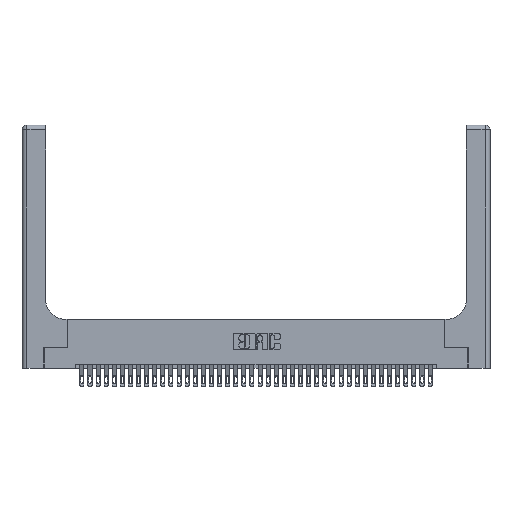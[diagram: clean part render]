
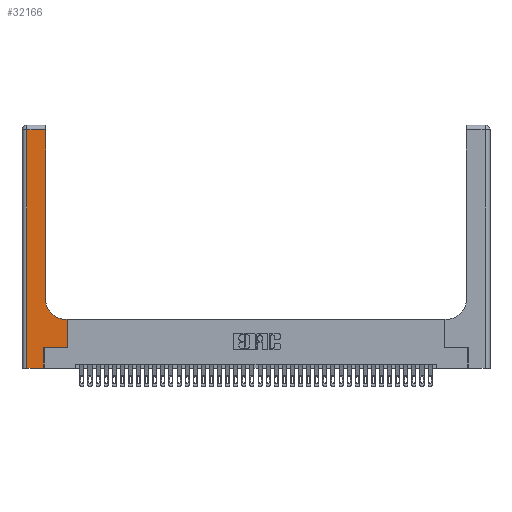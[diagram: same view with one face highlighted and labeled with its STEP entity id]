
A CAD part, top view. The second image highlights one B-rep face of the part: STEP entity #32166.
In plain terms, the highlighted planar face has unit normal (0, 0, 1).
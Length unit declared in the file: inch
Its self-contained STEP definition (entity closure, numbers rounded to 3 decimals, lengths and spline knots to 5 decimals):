
#458 = DIRECTION ( 'NONE',  ( 0., 1., 0. ) ) ;
#1006 = ORIENTED_EDGE ( 'NONE', *, *, #26030, .T. ) ;
#1550 = VECTOR ( 'NONE', #32908, 39.37008 ) ;
#1946 = ORIENTED_EDGE ( 'NONE', *, *, #32189, .T. ) ;
#2030 = EDGE_CURVE ( 'NONE', #35661, #6728, #15102, .T. ) ;
#2961 = VECTOR ( 'NONE', #458, 39.37008 ) ;
#2996 = FACE_OUTER_BOUND ( 'NONE', #29535, .T. ) ;
#4380 = LINE ( 'NONE', #16629, #20316 ) ;
#5521 = DIRECTION ( 'NONE',  ( 0., 1., 0. ) ) ;
#5889 = AXIS2_PLACEMENT_3D ( 'NONE', #26377, #7923, #26650 ) ;
#6058 = EDGE_CURVE ( 'NONE', #31276, #11987, #33145, .T. ) ;
#6108 = VECTOR ( 'NONE', #5521, 39.37008 ) ;
#6728 = VERTEX_POINT ( 'NONE', #32578 ) ;
#6810 = LINE ( 'NONE', #34330, #2961 ) ;
#7815 = CARTESIAN_POINT ( 'NONE',  ( 0.5415, 0.6, 0.37 ) ) ;
#7923 = DIRECTION ( 'NONE',  ( 0., 0., -1. ) ) ;
#8424 = CARTESIAN_POINT ( 'NONE',  ( 0., 3., 0.37 ) ) ;
#8477 = CARTESIAN_POINT ( 'NONE',  ( 0.5585, 0.25, 0.37 ) ) ;
#9272 = CARTESIAN_POINT ( 'NONE',  ( 0.2915, 0.85, 0.37 ) ) ;
#10082 = CARTESIAN_POINT ( 'NONE',  ( 0.06, 3., 0.37 ) ) ;
#10799 = ORIENTED_EDGE ( 'NONE', *, *, #11833, .T. ) ;
#11582 = VERTEX_POINT ( 'NONE', #30848 ) ;
#11663 = LINE ( 'NONE', #14571, #17949 ) ;
#11833 = EDGE_CURVE ( 'NONE', #28957, #22695, #11663, .T. ) ;
#11987 = VERTEX_POINT ( 'NONE', #9272 ) ;
#12117 = ORIENTED_EDGE ( 'NONE', *, *, #32460, .T. ) ;
#14189 = DIRECTION ( 'NONE',  ( 0., 1., 0. ) ) ;
#14241 = DIRECTION ( 'NONE',  ( 0., 0., -1. ) ) ;
#14516 = CARTESIAN_POINT ( 'NONE',  ( 0.269, 0., 0.37 ) ) ;
#14571 = CARTESIAN_POINT ( 'NONE',  ( 0.269, 0.25, 0.37 ) ) ;
#15102 = LINE ( 'NONE', #10082, #30477 ) ;
#15193 = CARTESIAN_POINT ( 'NONE',  ( 0.269, 0.25, 0.37 ) ) ;
#16135 = ORIENTED_EDGE ( 'NONE', *, *, #32594, .T. ) ;
#16629 = CARTESIAN_POINT ( 'NONE',  ( 0., 0., 0.37 ) ) ;
#17260 = LINE ( 'NONE', #8477, #6108 ) ;
#17949 = VECTOR ( 'NONE', #35881, 39.37008 ) ;
#19255 = DIRECTION ( 'NONE',  ( 0., -1., 0. ) ) ;
#19920 = EDGE_CURVE ( 'NONE', #22695, #38582, #17260, .T. ) ;
#20316 = VECTOR ( 'NONE', #26033, 39.37008 ) ;
#20921 = DIRECTION ( 'NONE',  ( -1., 0., 0. ) ) ;
#20964 = PLANE ( 'NONE',  #31788 ) ;
#21039 = CARTESIAN_POINT ( 'NONE',  ( 0., 2.94, 0.37 ) ) ;
#21264 = LINE ( 'NONE', #21039, #25114 ) ;
#21524 = ORIENTED_EDGE ( 'NONE', *, *, #6058, .T. ) ;
#21838 = ORIENTED_EDGE ( 'NONE', *, *, #2030, .T. ) ;
#22695 = VERTEX_POINT ( 'NONE', #32979 ) ;
#25114 = VECTOR ( 'NONE', #20921, 39.37008 ) ;
#25340 = CARTESIAN_POINT ( 'NONE',  ( 0.2915, 3., 0.37 ) ) ;
#26030 = EDGE_CURVE ( 'NONE', #11987, #11582, #30134, .T. ) ;
#26033 = DIRECTION ( 'NONE',  ( 1., 0., 0. ) ) ;
#26377 = CARTESIAN_POINT ( 'NONE',  ( 0.5415, 0.85, 0.37 ) ) ;
#26650 = DIRECTION ( 'NONE',  ( 1., 0., 0. ) ) ;
#28932 = CARTESIAN_POINT ( 'NONE',  ( 0.06, 2.94, 0.37 ) ) ;
#28957 = VERTEX_POINT ( 'NONE', #15193 ) ;
#29535 = EDGE_LOOP ( 'NONE', ( #1006, #30763, #21838, #16135, #12117, #10799, #33172, #1946, #21524 ) ) ;
#30134 = LINE ( 'NONE', #25340, #37724 ) ;
#30477 = VECTOR ( 'NONE', #19255, 39.37008 ) ;
#30763 = ORIENTED_EDGE ( 'NONE', *, *, #32903, .T. ) ;
#30848 = CARTESIAN_POINT ( 'NONE',  ( 0.2915, 2.94, 0.37 ) ) ;
#30865 = VERTEX_POINT ( 'NONE', #14516 ) ;
#30929 = LINE ( 'NONE', #38870, #1550 ) ;
#31276 = VERTEX_POINT ( 'NONE', #7815 ) ;
#31788 = AXIS2_PLACEMENT_3D ( 'NONE', #8424, #14241, #36097 ) ;
#32166 = ADVANCED_FACE ( 'NONE', ( #2996 ), #20964, .F. ) ;
#32189 = EDGE_CURVE ( 'NONE', #38582, #31276, #30929, .T. ) ;
#32460 = EDGE_CURVE ( 'NONE', #30865, #28957, #6810, .T. ) ;
#32578 = CARTESIAN_POINT ( 'NONE',  ( 0.06, 0., 0.37 ) ) ;
#32594 = EDGE_CURVE ( 'NONE', #6728, #30865, #4380, .T. ) ;
#32690 = CARTESIAN_POINT ( 'NONE',  ( 0.5585, 0.6, 0.37 ) ) ;
#32903 = EDGE_CURVE ( 'NONE', #11582, #35661, #21264, .T. ) ;
#32908 = DIRECTION ( 'NONE',  ( -1., 0., 0. ) ) ;
#32979 = CARTESIAN_POINT ( 'NONE',  ( 0.5585, 0.25, 0.37 ) ) ;
#33145 = CIRCLE ( 'NONE', #5889, 0.25 ) ;
#33172 = ORIENTED_EDGE ( 'NONE', *, *, #19920, .T. ) ;
#34330 = CARTESIAN_POINT ( 'NONE',  ( 0.269, 0., 0.37 ) ) ;
#35661 = VERTEX_POINT ( 'NONE', #28932 ) ;
#35881 = DIRECTION ( 'NONE',  ( 1., 0., 0. ) ) ;
#36097 = DIRECTION ( 'NONE',  ( -1., 0., 0. ) ) ;
#37724 = VECTOR ( 'NONE', #14189, 39.37008 ) ;
#38582 = VERTEX_POINT ( 'NONE', #32690 ) ;
#38870 = CARTESIAN_POINT ( 'NONE',  ( 0.2915, 0.6, 0.37 ) ) ;
